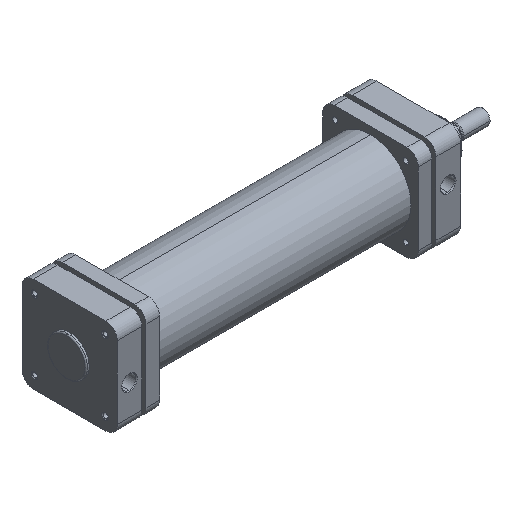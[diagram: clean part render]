
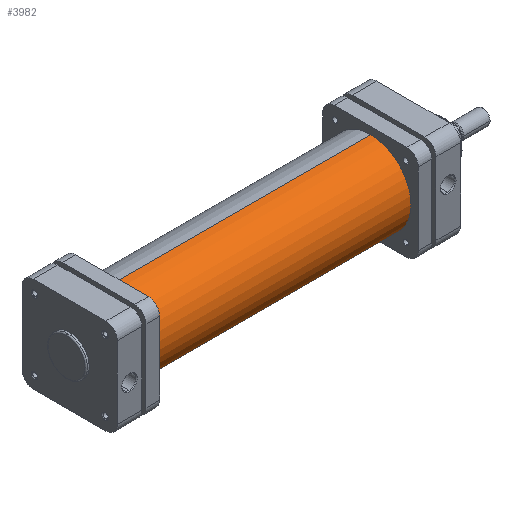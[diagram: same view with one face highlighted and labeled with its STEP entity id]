
A CAD part, isometric view. The second image highlights one B-rep face of the part: STEP entity #3982.
In plain terms, the highlighted cylindrical face has radius 53.5 mm (diameter 107 mm), a partial arc.
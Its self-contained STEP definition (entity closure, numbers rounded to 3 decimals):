
#137 = EDGE_LOOP ( 'NONE', ( #1093, #1188, #1262, #1245 ) ) ;
#571 = VECTOR ( 'NONE', #4910, 1000. ) ;
#573 = LINE ( 'NONE', #4909, #571 ) ;
#578 = CIRCLE ( 'NONE', #1751, 53.5 ) ;
#580 = CIRCLE ( 'NONE', #1755, 53.5 ) ;
#581 = LINE ( 'NONE', #4885, #583 ) ;
#583 = VECTOR ( 'NONE', #4905, 1000. ) ;
#955 = FACE_OUTER_BOUND ( 'NONE', #137, .T. ) ;
#958 = CYLINDRICAL_SURFACE ( 'NONE', #1905, 53.5 ) ;
#1093 = ORIENTED_EDGE ( 'NONE', *, *, #3732, .F. ) ;
#1188 = ORIENTED_EDGE ( 'NONE', *, *, #3727, .F. ) ;
#1245 = ORIENTED_EDGE ( 'NONE', *, *, #3725, .T. ) ;
#1262 = ORIENTED_EDGE ( 'NONE', *, *, #3730, .T. ) ;
#1751 = AXIS2_PLACEMENT_3D ( 'NONE', #4890, #4891, #4892 ) ;
#1755 = AXIS2_PLACEMENT_3D ( 'NONE', #4896, #4897, #4898 ) ;
#1905 = AXIS2_PLACEMENT_3D ( 'NONE', #2453, #2452, #2451 ) ;
#2451 = DIRECTION ( 'NONE',  ( -1., 0., 0. ) ) ;
#2452 = DIRECTION ( 'NONE',  ( 0., 0., -1. ) ) ;
#2453 = CARTESIAN_POINT ( 'NONE',  ( 0., 0., 389. ) ) ;
#3037 = CARTESIAN_POINT ( 'NONE',  ( 53.5, 0., 0. ) ) ;
#3048 = CARTESIAN_POINT ( 'NONE',  ( -53.5, 0., 0. ) ) ;
#3087 = CARTESIAN_POINT ( 'NONE',  ( -53.5, 0., 389. ) ) ;
#3090 = CARTESIAN_POINT ( 'NONE',  ( 53.5, 0., 389. ) ) ;
#3725 = EDGE_CURVE ( 'NONE', #4246, #4235, #578, .T. ) ;
#3727 = EDGE_CURVE ( 'NONE', #4285, #4288, #580, .T. ) ;
#3730 = EDGE_CURVE ( 'NONE', #4285, #4246, #581, .T. ) ;
#3732 = EDGE_CURVE ( 'NONE', #4288, #4235, #573, .T. ) ;
#3982 = ADVANCED_FACE ( 'NONE', ( #955 ), #958, .T. ) ;
#4235 = VERTEX_POINT ( 'NONE', #3037 ) ;
#4246 = VERTEX_POINT ( 'NONE', #3048 ) ;
#4285 = VERTEX_POINT ( 'NONE', #3087 ) ;
#4288 = VERTEX_POINT ( 'NONE', #3090 ) ;
#4885 = CARTESIAN_POINT ( 'NONE',  ( -53.5, 0., 389. ) ) ;
#4890 = CARTESIAN_POINT ( 'NONE',  ( 0., 0., 0. ) ) ;
#4891 = DIRECTION ( 'NONE',  ( 0., 0., 1. ) ) ;
#4892 = DIRECTION ( 'NONE',  ( 1., 0., 0. ) ) ;
#4896 = CARTESIAN_POINT ( 'NONE',  ( 0., 0., 389. ) ) ;
#4897 = DIRECTION ( 'NONE',  ( 0., 0., 1. ) ) ;
#4898 = DIRECTION ( 'NONE',  ( 1., 0., 0. ) ) ;
#4905 = DIRECTION ( 'NONE',  ( 0., 0., -1. ) ) ;
#4909 = CARTESIAN_POINT ( 'NONE',  ( 53.5, 0., 389. ) ) ;
#4910 = DIRECTION ( 'NONE',  ( 0., 0., -1. ) ) ;
